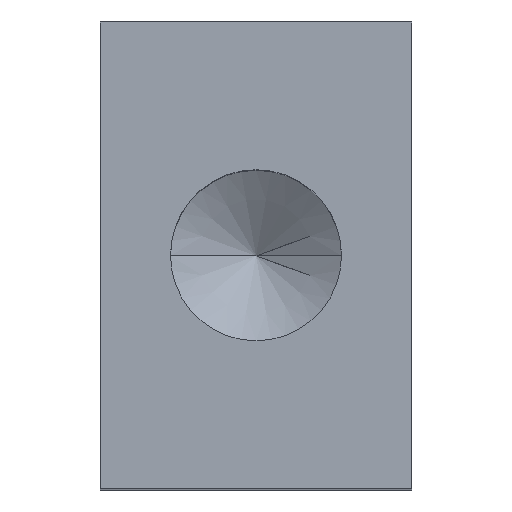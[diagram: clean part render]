
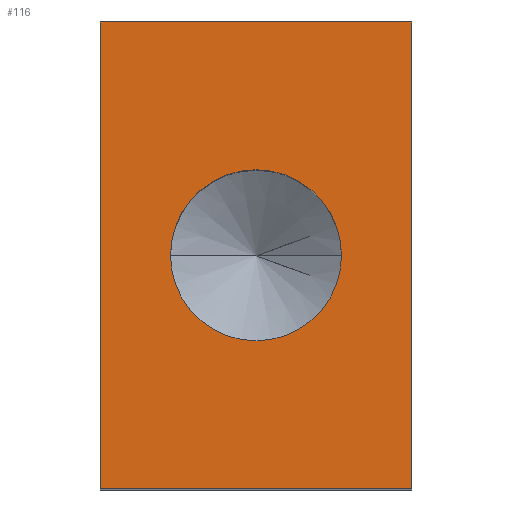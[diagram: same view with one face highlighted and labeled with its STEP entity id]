
A CAD part, top view. The second image highlights one B-rep face of the part: STEP entity #116.
In plain terms, the highlighted planar face has unit normal (0, 0, 1).
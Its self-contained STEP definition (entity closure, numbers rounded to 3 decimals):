
#20 = VERTEX_POINT ( 'NONE', #329 ) ;
#24 = DIRECTION ( 'NONE',  ( 0., 1., 0. ) ) ;
#27 = CARTESIAN_POINT ( 'NONE',  ( 3., 4.5, 16. ) ) ;
#31 = CARTESIAN_POINT ( 'NONE',  ( 3., -4.5, 16. ) ) ;
#46 = AXIS2_PLACEMENT_3D ( 'NONE', #187, #256, #336 ) ;
#50 = VECTOR ( 'NONE', #277, 1000. ) ;
#71 = ORIENTED_EDGE ( 'NONE', *, *, #294, .T. ) ;
#82 = LINE ( 'NONE', #134, #216 ) ;
#109 = CARTESIAN_POINT ( 'NONE',  ( 0., 0., 16. ) ) ;
#114 = VERTEX_POINT ( 'NONE', #27 ) ;
#116 = ADVANCED_FACE ( 'NONE', ( #350, #368 ), #183, .F. ) ;
#134 = CARTESIAN_POINT ( 'NONE',  ( -3., -4.5, 16. ) ) ;
#136 = ORIENTED_EDGE ( 'NONE', *, *, #152, .T. ) ;
#138 = DIRECTION ( 'NONE',  ( 0., 0., 1. ) ) ;
#147 = EDGE_LOOP ( 'NONE', ( #280, #233 ) ) ;
#152 = EDGE_CURVE ( 'NONE', #160, #114, #404, .T. ) ;
#160 = VERTEX_POINT ( 'NONE', #31 ) ;
#175 = VERTEX_POINT ( 'NONE', #191 ) ;
#183 = PLANE ( 'NONE',  #46 ) ;
#187 = CARTESIAN_POINT ( 'NONE',  ( 0., 0., 16. ) ) ;
#191 = CARTESIAN_POINT ( 'NONE',  ( -1.65, 0., 16. ) ) ;
#193 = LINE ( 'NONE', #420, #270 ) ;
#197 = ORIENTED_EDGE ( 'NONE', *, *, #412, .T. ) ;
#198 = CARTESIAN_POINT ( 'NONE',  ( -3., 4.5, 16. ) ) ;
#201 = LINE ( 'NONE', #348, #50 ) ;
#206 = CIRCLE ( 'NONE', #215, 1.65 ) ;
#215 = AXIS2_PLACEMENT_3D ( 'NONE', #109, #422, #415 ) ;
#216 = VECTOR ( 'NONE', #373, 1000. ) ;
#221 = ORIENTED_EDGE ( 'NONE', *, *, #389, .T. ) ;
#233 = ORIENTED_EDGE ( 'NONE', *, *, #320, .F. ) ;
#249 = EDGE_LOOP ( 'NONE', ( #136, #221, #197, #71 ) ) ;
#255 = CIRCLE ( 'NONE', #283, 1.65 ) ;
#256 = DIRECTION ( 'NONE',  ( 0., 0., -1. ) ) ;
#270 = VECTOR ( 'NONE', #316, 1000. ) ;
#272 = DIRECTION ( 'NONE',  ( 1., 0., 0. ) ) ;
#277 = DIRECTION ( 'NONE',  ( 0., -1., 0. ) ) ;
#278 = CARTESIAN_POINT ( 'NONE',  ( 0., 0., 16. ) ) ;
#280 = ORIENTED_EDGE ( 'NONE', *, *, #423, .F. ) ;
#283 = AXIS2_PLACEMENT_3D ( 'NONE', #278, #138, #272 ) ;
#294 = EDGE_CURVE ( 'NONE', #20, #160, #82, .T. ) ;
#295 = CARTESIAN_POINT ( 'NONE',  ( 3., -4.5, 16. ) ) ;
#316 = DIRECTION ( 'NONE',  ( -1., 0., 0. ) ) ;
#319 = VERTEX_POINT ( 'NONE', #198 ) ;
#320 = EDGE_CURVE ( 'NONE', #175, #424, #255, .T. ) ;
#329 = CARTESIAN_POINT ( 'NONE',  ( -3., -4.5, 16. ) ) ;
#336 = DIRECTION ( 'NONE',  ( -1., 0., 0. ) ) ;
#348 = CARTESIAN_POINT ( 'NONE',  ( -3., -4.5, 16. ) ) ;
#350 = FACE_BOUND ( 'NONE', #147, .T. ) ;
#368 = FACE_OUTER_BOUND ( 'NONE', #249, .T. ) ;
#373 = DIRECTION ( 'NONE',  ( 1., 0., 0. ) ) ;
#383 = CARTESIAN_POINT ( 'NONE',  ( 1.65, 0., 16. ) ) ;
#386 = VECTOR ( 'NONE', #24, 1000. ) ;
#389 = EDGE_CURVE ( 'NONE', #114, #319, #193, .T. ) ;
#404 = LINE ( 'NONE', #295, #386 ) ;
#412 = EDGE_CURVE ( 'NONE', #319, #20, #201, .T. ) ;
#415 = DIRECTION ( 'NONE',  ( 1., 0., 0. ) ) ;
#420 = CARTESIAN_POINT ( 'NONE',  ( -3., 4.5, 16. ) ) ;
#422 = DIRECTION ( 'NONE',  ( 0., 0., 1. ) ) ;
#423 = EDGE_CURVE ( 'NONE', #424, #175, #206, .T. ) ;
#424 = VERTEX_POINT ( 'NONE', #383 ) ;
